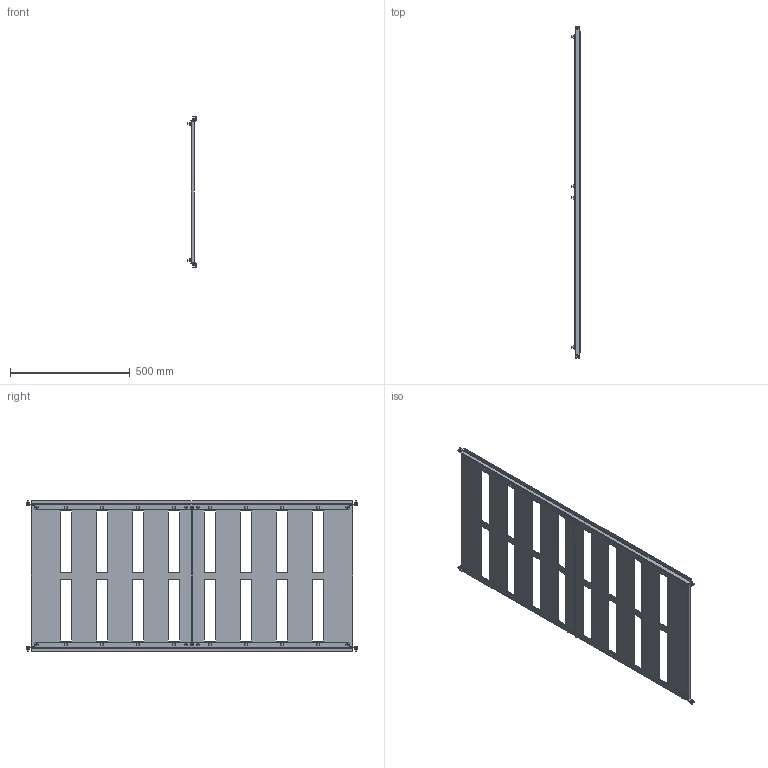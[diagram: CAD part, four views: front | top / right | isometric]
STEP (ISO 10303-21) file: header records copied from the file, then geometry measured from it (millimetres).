
FILE_DESCRIPTION (( 'STEP AP214' ), '1' );
FILE_NAME ('Ôàëüøïàíåëü íà 224 ìîäóëÿ äëÿ 140.65.27 Ãðàíèò EKF PROxima.STEP', '2022-06-28T07:29:43', ( '' ), ( '' ), 'SwSTEP 2.0', 'SolidWorks 2021', '' );
FILE_SCHEMA (( 'AUTOMOTIVE_DESIGN' ));
Length unit declared in the file: millimetre
Products named in the file (5): Ãàéêà êóçîâíàÿ Ì6; ﾌﾈ-2458.06.00.001 ﾍ瑜粱 1400; ÌÈ-2458.07.00.001 Ôàëüøïàíåëü; pan head cross recess screw_din_DIN EN ISO 7045 - M6 x 16 - Z - 16N; Ôàëüøïàíåëü íà 224 ìîäóëÿ äëÿ 140.65.27 Ãðàíèò EKF PROxima
Assembly tree (28 placements, depth 2):
  Ôàëüøïàíåëü íà 224 ìîäóëÿ äëÿ 140.65.27 Ãðàíèò EKF PROxima
    ÌÈ-2458.07.00.001 Ôàëüøïàíåëü  x2
    ﾌﾈ-2458.06.00.001 ﾍ瑜粱 1400  x2
    Ãàéêà êóçîâíàÿ Ì6  x12
    pan head cross recess screw_din_DIN EN ISO 7045 - M6 x 16 - Z - 16N  x12
Bounding box: 35.5 x 1383 x 627 mm (x, y, z)
Volume: 965291.4 mm3; surface area: 1648745.2 mm2
Topology: 28 solids, 28 shells, 1172 faces, 3068 edges, 1940 vertices
Faces by surface type: plane 756, cylinder 256, cone 72, torus 48, sphere 24, bspline 16
Entity records: 8034 total; most frequent: CARTESIAN_POINT 1804, ORIENTED_EDGE 1244, DIRECTION 1172, EDGE_CURVE 622, LINE 494, VECTOR 494, VERTEX_POINT 395, AXIS2_PLACEMENT_3D 339
